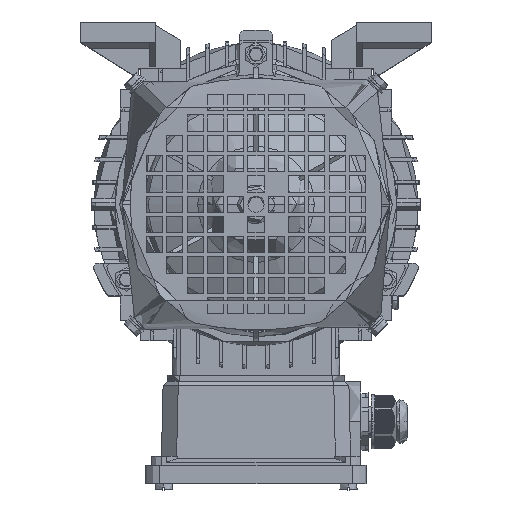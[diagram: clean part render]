
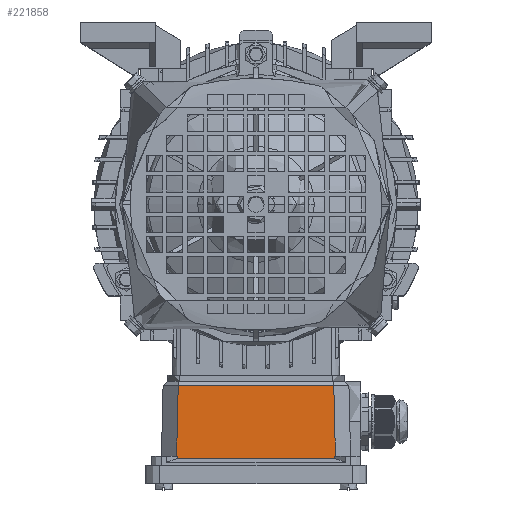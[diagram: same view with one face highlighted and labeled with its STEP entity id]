
A CAD part, top view. The second image highlights one B-rep face of the part: STEP entity #221858.
In plain terms, the highlighted planar face has unit normal (0, 0.023, 1).
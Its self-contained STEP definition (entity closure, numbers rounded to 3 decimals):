
#473 = EDGE_CURVE ( 'NONE', #207116, #224286, #54632, .T. ) ;
#2007 = DIRECTION ( 'NONE',  ( 1., 0., 0. ) ) ;
#2797 = CARTESIAN_POINT ( 'NONE',  ( 51.75, -89., 100.82 ) ) ;
#4490 = ORIENTED_EDGE ( 'NONE', *, *, #473, .F. ) ;
#4997 = DIRECTION ( 'NONE',  ( -1., 0., 0. ) ) ;
#5614 = VECTOR ( 'NONE', #4997, 1000. ) ;
#10328 = LINE ( 'NONE', #2797, #151828 ) ;
#10480 = VECTOR ( 'NONE', #167452, 1000. ) ;
#10485 = ORIENTED_EDGE ( 'NONE', *, *, #156730, .F. ) ;
#11919 = DIRECTION ( 'NONE',  ( 1., 0., 0. ) ) ;
#13252 = VERTEX_POINT ( 'NONE', #115545 ) ;
#13757 = VECTOR ( 'NONE', #11919, 1000. ) ;
#15700 = ORIENTED_EDGE ( 'NONE', *, *, #49878, .F. ) ;
#16173 = LINE ( 'NONE', #75370, #10480 ) ;
#17329 = EDGE_CURVE ( 'NONE', #45373, #13252, #68678, .T. ) ;
#17774 = DIRECTION ( 'NONE',  ( -1., 0., 0. ) ) ;
#30581 = CARTESIAN_POINT ( 'NONE',  ( -39.149, -124., 101.614 ) ) ;
#31885 = VECTOR ( 'NONE', #106723, 1000. ) ;
#36291 = CARTESIAN_POINT ( 'NONE',  ( 51.75, -124., 101.614 ) ) ;
#39276 = DIRECTION ( 'NONE',  ( 0.023, -0.999, 0.023 ) ) ;
#45373 = VERTEX_POINT ( 'NONE', #198372 ) ;
#49878 = EDGE_CURVE ( 'NONE', #224286, #218048, #182159, .T. ) ;
#52490 = CARTESIAN_POINT ( 'NONE',  ( 38.355, -89., 100.82 ) ) ;
#54632 = LINE ( 'NONE', #124786, #5614 ) ;
#57915 = PLANE ( 'NONE',  #100315 ) ;
#66947 = EDGE_CURVE ( 'NONE', #45373, #207116, #147248, .T. ) ;
#68678 = LINE ( 'NONE', #141065, #13757 ) ;
#75370 = CARTESIAN_POINT ( 'NONE',  ( -38.752, -106.5, 101.217 ) ) ;
#78825 = ORIENTED_EDGE ( 'NONE', *, *, #17329, .T. ) ;
#84020 = VECTOR ( 'NONE', #137171, 1000. ) ;
#88963 = CARTESIAN_POINT ( 'NONE',  ( 38.355, -89., 100.82 ) ) ;
#95057 = DIRECTION ( 'NONE',  ( 0., -0.023, -1. ) ) ;
#95437 = ORIENTED_EDGE ( 'NONE', *, *, #223126, .F. ) ;
#99742 = VECTOR ( 'NONE', #17774, 1000. ) ;
#100315 = AXIS2_PLACEMENT_3D ( 'NONE', #187052, #95057, #224152 ) ;
#102645 = EDGE_CURVE ( 'NONE', #124273, #13252, #185059, .T. ) ;
#106723 = DIRECTION ( 'NONE',  ( 0.023, -0.999, 0.023 ) ) ;
#115545 = CARTESIAN_POINT ( 'NONE',  ( 39.149, -124., 101.614 ) ) ;
#118223 = ORIENTED_EDGE ( 'NONE', *, *, #66947, .F. ) ;
#124273 = VERTEX_POINT ( 'NONE', #52490 ) ;
#124786 = CARTESIAN_POINT ( 'NONE',  ( 0., -125., 101.637 ) ) ;
#136800 = CARTESIAN_POINT ( 'NONE',  ( -38.859, -125., 101.637 ) ) ;
#137171 = DIRECTION ( 'NONE',  ( 0.023, 0.999, -0.023 ) ) ;
#137979 = CARTESIAN_POINT ( 'NONE',  ( -38.859, -125., 101.637 ) ) ;
#141065 = CARTESIAN_POINT ( 'NONE',  ( 46.682, -124., 101.614 ) ) ;
#141492 = VECTOR ( 'NONE', #39276, 1000. ) ;
#147248 = LINE ( 'NONE', #223358, #141492 ) ;
#148796 = LINE ( 'NONE', #36291, #99742 ) ;
#151828 = VECTOR ( 'NONE', #2007, 1000. ) ;
#156730 = EDGE_CURVE ( 'NONE', #215469, #164850, #16173, .T. ) ;
#160440 = CARTESIAN_POINT ( 'NONE',  ( 38.859, -125., 101.637 ) ) ;
#164850 = VERTEX_POINT ( 'NONE', #205729 ) ;
#167452 = DIRECTION ( 'NONE',  ( 0.023, 0.999, -0.023 ) ) ;
#169612 = EDGE_LOOP ( 'NONE', ( #10485, #95437, #15700, #4490, #118223, #78825, #180318, #229628 ) ) ;
#180318 = ORIENTED_EDGE ( 'NONE', *, *, #102645, .F. ) ;
#182159 = LINE ( 'NONE', #137979, #84020 ) ;
#183742 = FACE_OUTER_BOUND ( 'NONE', #169612, .T. ) ;
#185059 = LINE ( 'NONE', #88963, #31885 ) ;
#187052 = CARTESIAN_POINT ( 'NONE',  ( 51.75, -129.955, 101.749 ) ) ;
#198372 = CARTESIAN_POINT ( 'NONE',  ( 38.836, -124., 101.614 ) ) ;
#205729 = CARTESIAN_POINT ( 'NONE',  ( -38.355, -89., 100.82 ) ) ;
#207116 = VERTEX_POINT ( 'NONE', #160440 ) ;
#214384 = CARTESIAN_POINT ( 'NONE',  ( -38.836, -124., 101.614 ) ) ;
#215469 = VERTEX_POINT ( 'NONE', #30581 ) ;
#218048 = VERTEX_POINT ( 'NONE', #214384 ) ;
#221858 = ADVANCED_FACE ( 'NONE', ( #183742 ), #57915, .F. ) ;
#222707 = EDGE_CURVE ( 'NONE', #164850, #124273, #10328, .T. ) ;
#223126 = EDGE_CURVE ( 'NONE', #218048, #215469, #148796, .T. ) ;
#223358 = CARTESIAN_POINT ( 'NONE',  ( 38.836, -124., 101.614 ) ) ;
#224152 = DIRECTION ( 'NONE',  ( 0., 1., -0.023 ) ) ;
#224286 = VERTEX_POINT ( 'NONE', #136800 ) ;
#229628 = ORIENTED_EDGE ( 'NONE', *, *, #222707, .F. ) ;
